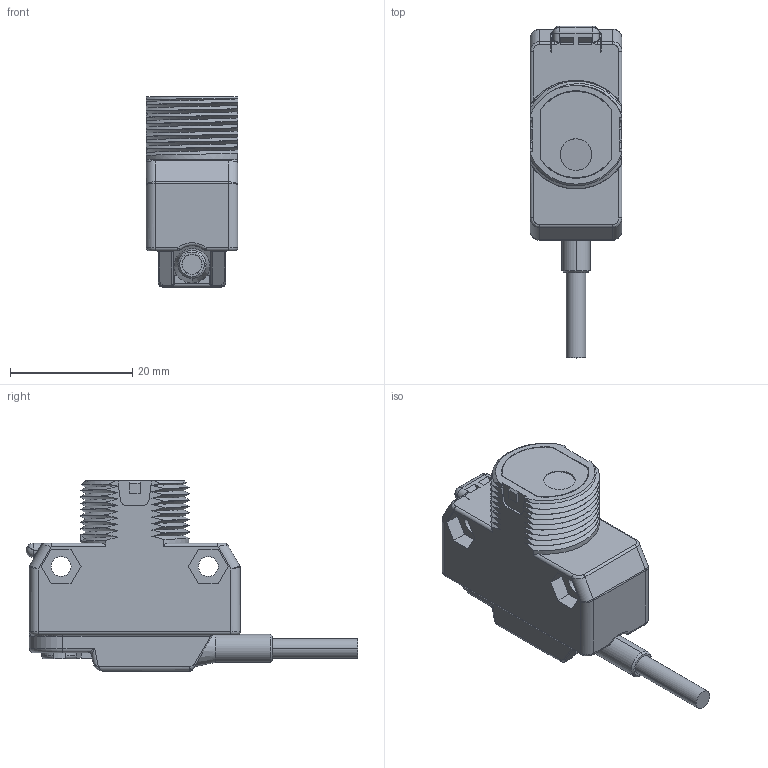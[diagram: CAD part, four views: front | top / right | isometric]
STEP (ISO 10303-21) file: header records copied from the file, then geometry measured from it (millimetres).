
FILE_DESCRIPTION((''),'2;1');
FILE_NAME('139458_SM01_ASM','2022-04-26T12:01:11',('PDMAdmin'),('BANNER ENGINEERING'),'CREO PARAMETRIC BY PTC INC, 2019292','CREO PARAMETRIC BY PTC INC, 2019292','');
FILE_SCHEMA(('CONFIG_CONTROL_DESIGN'));
Products named in the file (3): 139458_EP01; ASSEMBLY_55816; 139458_SM01_ASM
Assembly tree (2 placements, depth 2):
  139458_SM01_ASM
    139458_EP01
    ASSEMBLY_55816
Bounding box: 15 x 54.31 x 31.1 mm (x, y, z)
Volume: 11136.2 mm3; surface area: 4796.2 mm2
Topology: 2 solids, 2 shells, 413 faces, 1056 edges, 664 vertices
Faces by surface type: plane 170, cylinder 127, bspline 90, torus 11, cone 9, sphere 6
Entity records: 18232 total; most frequent: CARTESIAN_POINT 8930, ORIENTED_EDGE 2108, DIRECTION 1598, EDGE_CURVE 1054, VERTEX_POINT 664, VECTOR 558, LINE 558, AXIS2_PLACEMENT_3D 520
